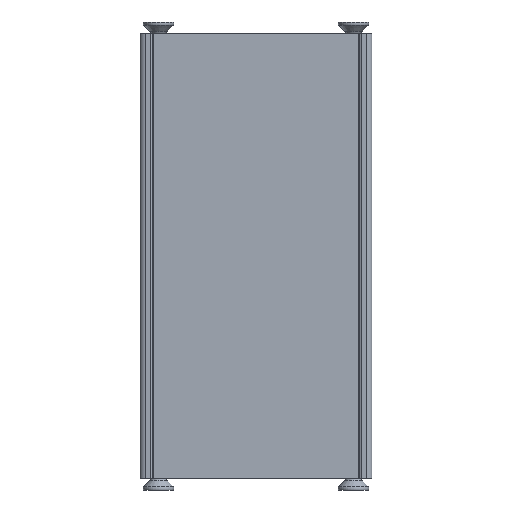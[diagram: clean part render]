
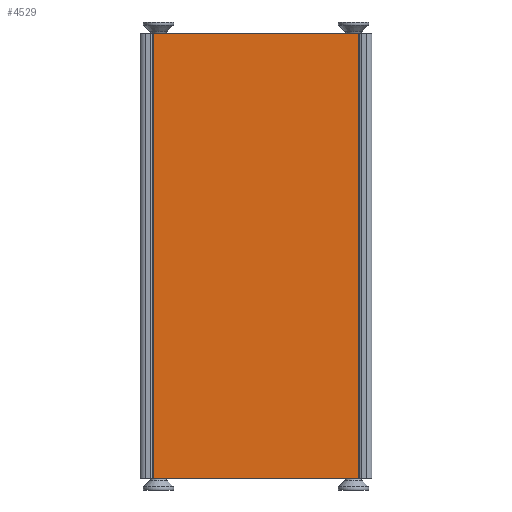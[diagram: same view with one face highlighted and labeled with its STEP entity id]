
A CAD part, front view. The second image highlights one B-rep face of the part: STEP entity #4529.
In plain terms, the highlighted planar face has unit normal (0, -1, 0).
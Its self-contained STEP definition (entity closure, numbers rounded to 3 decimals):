
#243=PLANE('',#4964);
#397=FACE_OUTER_BOUND('',#637,.T.);
#637=EDGE_LOOP('',(#3580,#3581,#3582,#3583));
#831=LINE('',#6726,#1234);
#838=LINE('',#6750,#1241);
#985=LINE('',#7134,#1388);
#987=LINE('',#7137,#1390);
#1234=VECTOR('',#5370,36.9);
#1241=VECTOR('',#5393,36.9);
#1388=VECTOR('',#5814,80.);
#1390=VECTOR('',#5818,80.);
#1907=VERTEX_POINT('',#6723);
#1908=VERTEX_POINT('',#6725);
#1916=VERTEX_POINT('',#6747);
#1917=VERTEX_POINT('',#6749);
#2368=EDGE_CURVE('',#1908,#1907,#831,.T.);
#2380=EDGE_CURVE('',#1917,#1916,#838,.T.);
#2581=EDGE_CURVE('',#1917,#1907,#985,.T.);
#2583=EDGE_CURVE('',#1908,#1916,#987,.T.);
#3580=ORIENTED_EDGE('',*,*,#2581,.F.);
#3581=ORIENTED_EDGE('',*,*,#2380,.T.);
#3582=ORIENTED_EDGE('',*,*,#2583,.F.);
#3583=ORIENTED_EDGE('',*,*,#2368,.T.);
#4529=ADVANCED_FACE('',(#397),#243,.T.);
#4964=AXIS2_PLACEMENT_3D('',#7156,#5853,#5854);
#5370=DIRECTION('',(1.,0.,0.));
#5393=DIRECTION('',(-1.,0.,0.));
#5814=DIRECTION('',(0.,0.,-1.));
#5818=DIRECTION('',(0.,0.,1.));
#5853=DIRECTION('center_axis',(0.,-1.,0.));
#5854=DIRECTION('ref_axis',(0.,0.,-1.));
#6723=CARTESIAN_POINT('',(18.45,-11.2,-40.));
#6725=CARTESIAN_POINT('',(-18.45,-11.2,-40.));
#6726=CARTESIAN_POINT('',(-18.45,-11.2,-40.));
#6747=CARTESIAN_POINT('',(-18.45,-11.2,40.));
#6749=CARTESIAN_POINT('',(18.45,-11.2,40.));
#6750=CARTESIAN_POINT('',(18.45,-11.2,40.));
#7134=CARTESIAN_POINT('',(18.45,-11.2,40.));
#7137=CARTESIAN_POINT('',(-18.45,-11.2,-40.));
#7156=CARTESIAN_POINT('Origin',(20.8,-11.2,0.));
